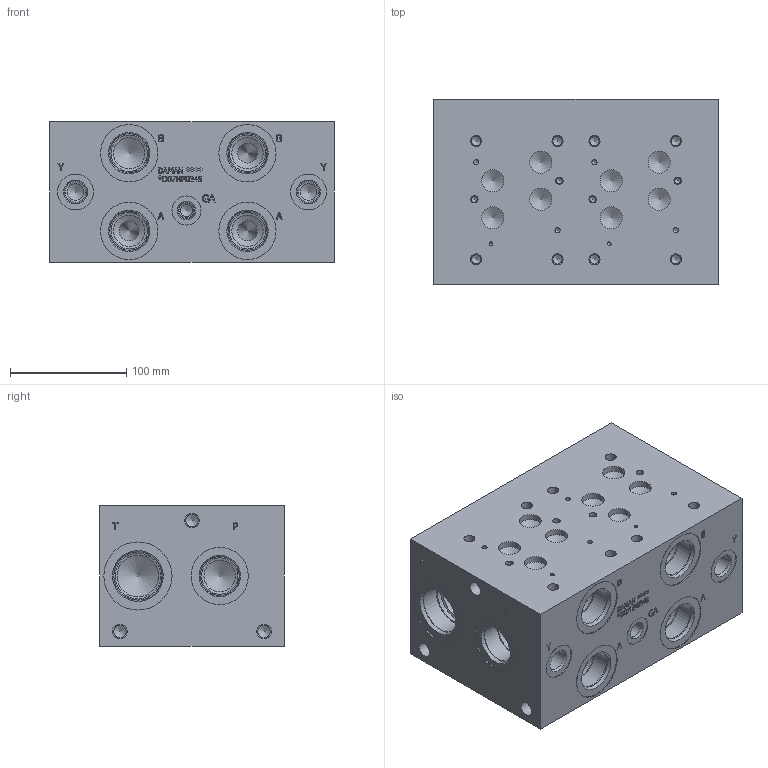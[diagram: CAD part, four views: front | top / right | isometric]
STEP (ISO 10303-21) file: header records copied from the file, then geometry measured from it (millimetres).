
FILE_DESCRIPTION(/* description */ (''),/* implementation_level */ '2;1');
FILE_NAME(/* name */ '_D07HP024S.stp',/* time_stamp */ '2020-04-15T16:42:19-04:00',/* author */ ('devonn'),/* organization */ (''),/* preprocessor_version */ 'ST-DEVELOPER v17',/* originating_system */ 'Autodesk Inventor 2019',/* authorisation */ '');
FILE_SCHEMA (('AUTOMOTIVE_DESIGN { 1 0 10303 214 3 1 1 }'));
Length unit declared in the file: millimetre
Products named in the file (1): Part_DD07HP024S_3D
Bounding box: 244.45 x 158.75 x 120.65 mm (x, y, z)
Volume: 4333641.2 mm3; surface area: 228764.5 mm2
Topology: 1 solids, 1 shells, 728 faces, 1970 edges, 1332 vertices
Faces by surface type: plane 402, bspline 133, cylinder 109, cone 84
Full cylindrical faces by diameter (mm): 3.175 x2, 4.343 x4, 5.105 x4, 6.35 x4, 7.925 x8, 9.525 x8, 10.719 x7, 12.7 x6, 12.9 x1, 14.275 x3, 14.529 x1, 17.501 x2, 19.05 x10, 19.253 x2, 25.019 x1, 27 x6, 30.632 x2, 31.267 x6, 33.34 x2, 33.35 x4, 33.757 x6, 35.509 x4, 35.712 x2, 39.218 x2, 41.275 x1, 41.28 x1, 41.758 x1, 43.51 x1, 49.124 x6, 58.572 x2
Entity records: 23956 total; most frequent: CARTESIAN_POINT 5717, ORIENTED_EDGE 3854, DIRECTION 3252, EDGE_CURVE 1927, VERTEX_POINT 1332, LINE 1262, VECTOR 1262, AXIS2_PLACEMENT_3D 995
